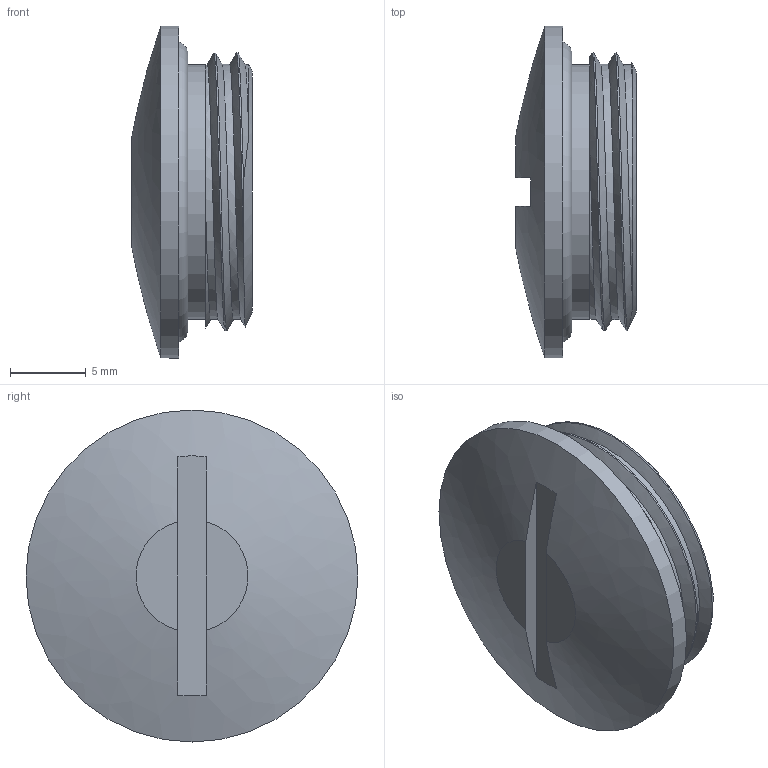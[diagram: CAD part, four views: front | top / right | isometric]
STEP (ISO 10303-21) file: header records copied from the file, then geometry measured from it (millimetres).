
FILE_DESCRIPTION(/* description */ ('Verschlussschraube PG11 mit O-Ring'),/* implementation_level */ '2;1');
FILE_NAME(/* name */ '69017411-RST.stp',/* time_stamp */ '2020-06-17T14:10:03+02:00',/* author */ ('sl'),/* organization */ (''),/* preprocessor_version */ 'ST-DEVELOPER v16.5',/* originating_system */ 'Autodesk Inventor 2017',/* authorisation */ '');
FILE_SCHEMA (('AUTOMOTIVE_DESIGN { 1 0 10303 214 3 1 1 }'));
Length unit declared in the file: millimetre
Products named in the file (3): 69017411; 69017411_1; 69017411_2
Assembly tree (2 placements, depth 2):
  69017411
    69017411_1
    69017411_2
Bounding box: 7.99 x 21.98 x 21.98 mm (x, y, z)
Volume: 1027.7 mm3; surface area: 1870.8 mm2
Topology: 2 solids, 2 shells, 21 faces, 44 edges, 29 vertices
Faces by surface type: plane 10, cylinder 5, bspline 3, cone 2, torus 1
Full cylindrical faces by diameter (mm): 14.8 x1, 16.84 x1, 21.98 x1
Entity records: 1078 total; most frequent: CARTESIAN_POINT 570, DIRECTION 96, ORIENTED_EDGE 76, AXIS2_PLACEMENT_3D 46, EDGE_CURVE 38, EDGE_LOOP 30, VERTEX_POINT 28, FACE_OUTER_BOUND 21
